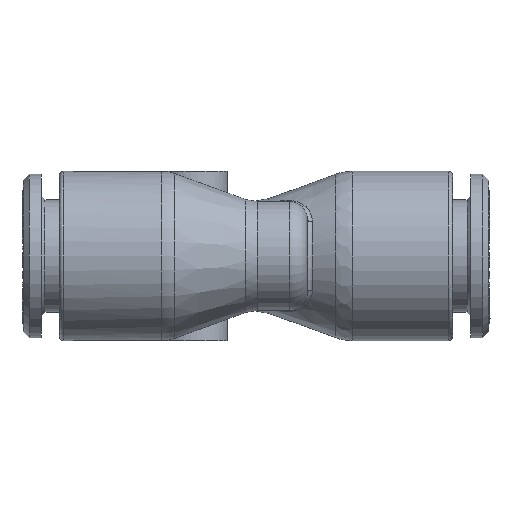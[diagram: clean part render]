
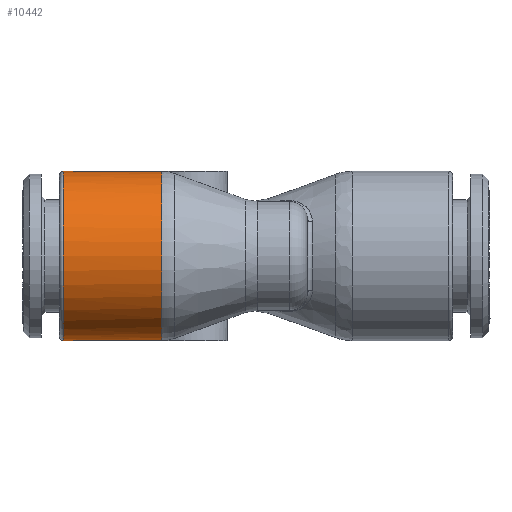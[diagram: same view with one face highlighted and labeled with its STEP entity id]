
A CAD part, left-side view. The second image highlights one B-rep face of the part: STEP entity #10442.
In plain terms, the highlighted cylindrical face has radius 7 mm (diameter 14 mm), a full revolution.
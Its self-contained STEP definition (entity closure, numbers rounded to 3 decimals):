
#2164=CYLINDRICAL_SURFACE('',#10917,7.);
#2219=B_SPLINE_CURVE_WITH_KNOTS('',3,(#13106,#13107,#13108,#13109,#13110,
#13111,#13112,#13113,#13114,#13115,#13116,#13117,#13118,#13119,#13120,#13121,
#13122,#13123,#13124,#13125),.UNSPECIFIED.,.F.,.F.,(4,1,1,1,1,1,1,1,1,1,
1,1,1,1,1,1,1,4),(0.,0.063,0.094,0.125,0.156,0.188,0.25,0.313,0.375,
0.438,0.5,0.563,0.625,0.688,0.75,0.813,0.875,1.),.UNSPECIFIED.);
#2220=B_SPLINE_CURVE_WITH_KNOTS('',3,(#13127,#13128,#13129,#13130,#13131,
#13132,#13133,#13134,#13135,#13136,#13137,#13138,#13139,#13140,#13141,#13142,
#13143,#13144,#13145),.UNSPECIFIED.,.F.,.F.,(4,1,1,1,1,1,1,1,1,1,1,1,1,
1,1,1,4),(0.,0.125,0.188,0.25,0.313,0.375,0.438,0.5,0.563,0.625,0.688,
0.719,0.75,0.781,0.813,0.875,1.),.UNSPECIFIED.);
#5575=ORIENTED_EDGE('',*,*,#7141,.F.);
#5576=ORIENTED_EDGE('',*,*,#5690,.T.);
#5577=ORIENTED_EDGE('',*,*,#5689,.T.);
#5578=ORIENTED_EDGE('',*,*,#5847,.T.);
#5689=EDGE_CURVE('',#7173,#7172,#2219,.T.);
#5690=EDGE_CURVE('',#7165,#7173,#2220,.T.);
#5847=EDGE_CURVE('',#7172,#7165,#8204,.T.);
#7141=EDGE_CURVE('',#8139,#8139,#8245,.T.);
#7165=VERTEX_POINT('',#12947);
#7172=VERTEX_POINT('',#13105);
#7173=VERTEX_POINT('',#13126);
#8139=VERTEX_POINT('',#29680);
#8204=CIRCLE('',#10561,7.);
#8245=CIRCLE('',#10918,7.);
#8921=EDGE_LOOP('',(#5575));
#8922=EDGE_LOOP('',(#5576,#5577,#5578));
#9616=FACE_BOUND('',#8921,.T.);
#9617=FACE_BOUND('',#8922,.T.);
#10442=ADVANCED_FACE('',(#9616,#9617),#2164,.T.);
#10561=AXIS2_PLACEMENT_3D('',#14368,#11183,#11184);
#10917=AXIS2_PLACEMENT_3D('',#29678,#12740,#12741);
#10918=AXIS2_PLACEMENT_3D('',#29679,#12742,#12743);
#11183=DIRECTION('',(0.,1.,0.));
#11184=DIRECTION('',(1.,0.,0.));
#12740=DIRECTION('',(0.,1.,0.));
#12741=DIRECTION('',(-1.,0.,0.));
#12742=DIRECTION('',(0.,1.,0.));
#12743=DIRECTION('',(-1.,0.,0.));
#12947=CARTESIAN_POINT('',(-2.859,2.429,5.15));
#13105=CARTESIAN_POINT('',(-2.859,2.429,-5.15));
#13106=CARTESIAN_POINT('',(-0.6,3.499,0.));
#13107=CARTESIAN_POINT('',(-0.6,3.499,-0.162));
#13108=CARTESIAN_POINT('',(-0.608,3.498,-0.374));
#13109=CARTESIAN_POINT('',(-0.626,3.498,-0.613));
#13110=CARTESIAN_POINT('',(-0.637,3.498,-0.726));
#13111=CARTESIAN_POINT('',(-0.664,3.496,-0.952));
#13112=CARTESIAN_POINT('',(-0.702,3.494,-1.201));
#13113=CARTESIAN_POINT('',(-0.751,3.491,-1.467));
#13114=CARTESIAN_POINT('',(-0.858,3.48,-1.896));
#13115=CARTESIAN_POINT('',(-0.948,3.469,-2.19));
#13116=CARTESIAN_POINT('',(-1.09,3.445,-2.583));
#13117=CARTESIAN_POINT('',(-1.219,3.417,-2.885));
#13118=CARTESIAN_POINT('',(-1.399,3.368,-3.256));
#13119=CARTESIAN_POINT('',(-1.56,3.315,-3.545));
#13120=CARTESIAN_POINT('',(-1.774,3.229,-3.886));
#13121=CARTESIAN_POINT('',(-1.963,3.136,-4.156));
#13122=CARTESIAN_POINT('',(-2.206,2.994,-4.467));
#13123=CARTESIAN_POINT('',(-2.506,2.78,-4.81));
#13124=CARTESIAN_POINT('',(-2.724,2.579,-5.025));
#13125=CARTESIAN_POINT('',(-2.859,2.429,-5.15));
#13126=CARTESIAN_POINT('',(-0.6,3.499,0.));
#13127=CARTESIAN_POINT('',(-2.859,2.429,5.15));
#13128=CARTESIAN_POINT('',(-2.724,2.579,5.026));
#13129=CARTESIAN_POINT('',(-2.507,2.778,4.811));
#13130=CARTESIAN_POINT('',(-2.208,2.993,4.47));
#13131=CARTESIAN_POINT('',(-1.967,3.134,4.16));
#13132=CARTESIAN_POINT('',(-1.777,3.228,3.89));
#13133=CARTESIAN_POINT('',(-1.566,3.314,3.554));
#13134=CARTESIAN_POINT('',(-1.405,3.367,3.266));
#13135=CARTESIAN_POINT('',(-1.222,3.417,2.892));
#13136=CARTESIAN_POINT('',(-1.092,3.445,2.586));
#13137=CARTESIAN_POINT('',(-0.948,3.469,2.192));
#13138=CARTESIAN_POINT('',(-0.873,3.478,1.941));
#13139=CARTESIAN_POINT('',(-0.808,3.485,1.698));
#13140=CARTESIAN_POINT('',(-0.755,3.49,1.468));
#13141=CARTESIAN_POINT('',(-0.734,3.492,1.364));
#13142=CARTESIAN_POINT('',(-0.695,3.494,1.157));
#13143=CARTESIAN_POINT('',(-0.635,3.497,0.765));
#13144=CARTESIAN_POINT('',(-0.6,3.499,0.329));
#13145=CARTESIAN_POINT('',(-0.6,3.499,0.));
#14368=CARTESIAN_POINT('',(-7.6,2.429,0.));
#29678=CARTESIAN_POINT('',(-7.6,10.9,0.));
#29679=CARTESIAN_POINT('',(-7.6,10.6,0.));
#29680=CARTESIAN_POINT('',(-14.6,10.6,0.));
